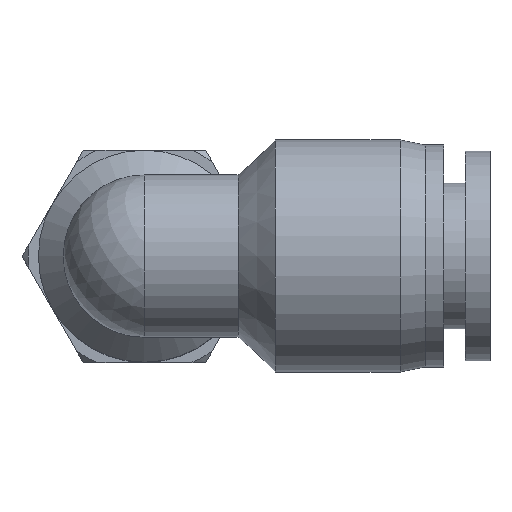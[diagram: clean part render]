
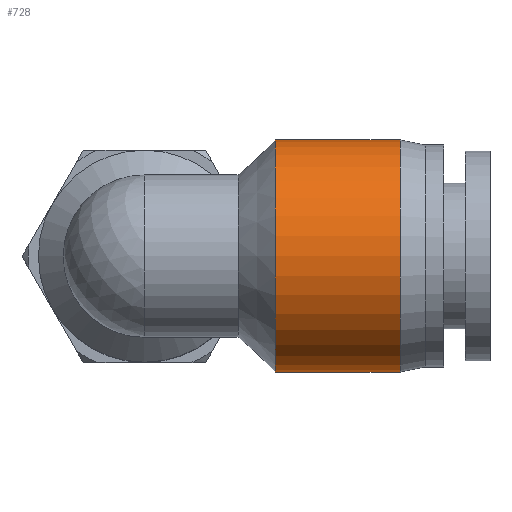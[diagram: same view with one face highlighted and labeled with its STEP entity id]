
A CAD part, top view. The second image highlights one B-rep face of the part: STEP entity #728.
In plain terms, the highlighted cylindrical face has radius 9.3 mm (diameter 18.6 mm), a full revolution.
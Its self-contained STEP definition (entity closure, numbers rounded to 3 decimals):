
#23=CYLINDRICAL_SURFACE('',#809,9.3);
#110=FACE_OUTER_BOUND('',#160,.T.);
#160=EDGE_LOOP('',(#628,#629,#630,#631,#632,#633));
#198=LINE('',#1282,#235);
#235=VECTOR('',#1006,9.3);
#273=CIRCLE('',#807,9.3);
#274=CIRCLE('',#808,9.3);
#275=CIRCLE('',#810,9.3);
#276=CIRCLE('',#811,9.3);
#341=VERTEX_POINT('',#1275);
#342=VERTEX_POINT('',#1277);
#343=VERTEX_POINT('',#1281);
#344=VERTEX_POINT('',#1283);
#440=EDGE_CURVE('',#341,#342,#273,.T.);
#441=EDGE_CURVE('',#342,#341,#274,.T.);
#442=EDGE_CURVE('',#342,#343,#198,.T.);
#443=EDGE_CURVE('',#344,#343,#275,.T.);
#444=EDGE_CURVE('',#343,#344,#276,.T.);
#628=ORIENTED_EDGE('',*,*,#441,.F.);
#629=ORIENTED_EDGE('',*,*,#442,.T.);
#630=ORIENTED_EDGE('',*,*,#443,.F.);
#631=ORIENTED_EDGE('',*,*,#444,.F.);
#632=ORIENTED_EDGE('',*,*,#442,.F.);
#633=ORIENTED_EDGE('',*,*,#440,.F.);
#728=ADVANCED_FACE('',(#110),#23,.T.);
#807=AXIS2_PLACEMENT_3D('',#1278,#1000,#1001);
#808=AXIS2_PLACEMENT_3D('',#1279,#1002,#1003);
#809=AXIS2_PLACEMENT_3D('',#1280,#1004,#1005);
#810=AXIS2_PLACEMENT_3D('',#1284,#1007,#1008);
#811=AXIS2_PLACEMENT_3D('',#1285,#1009,#1010);
#1000=DIRECTION('center_axis',(1.,0.,0.));
#1001=DIRECTION('ref_axis',(0.,1.,0.));
#1002=DIRECTION('center_axis',(1.,0.,0.));
#1003=DIRECTION('ref_axis',(0.,1.,0.));
#1004=DIRECTION('center_axis',(1.,0.,0.));
#1005=DIRECTION('ref_axis',(0.,-1.,0.));
#1006=DIRECTION('',(-1.,0.,0.));
#1007=DIRECTION('center_axis',(-1.,0.,0.));
#1008=DIRECTION('ref_axis',(0.,0.,1.));
#1009=DIRECTION('center_axis',(-1.,0.,0.));
#1010=DIRECTION('ref_axis',(0.,0.,1.));
#1275=CARTESIAN_POINT('',(20.5,0.,25.2));
#1277=CARTESIAN_POINT('',(20.5,9.3,34.5));
#1278=CARTESIAN_POINT('Origin',(20.5,0.,34.5));
#1279=CARTESIAN_POINT('Origin',(20.5,0.,34.5));
#1280=CARTESIAN_POINT('Origin',(10.5,0.,34.5));
#1281=CARTESIAN_POINT('',(10.5,9.3,34.5));
#1282=CARTESIAN_POINT('',(10.5,9.3,34.5));
#1283=CARTESIAN_POINT('',(10.5,0.,25.2));
#1284=CARTESIAN_POINT('Origin',(10.5,0.,34.5));
#1285=CARTESIAN_POINT('Origin',(10.5,0.,34.5));
